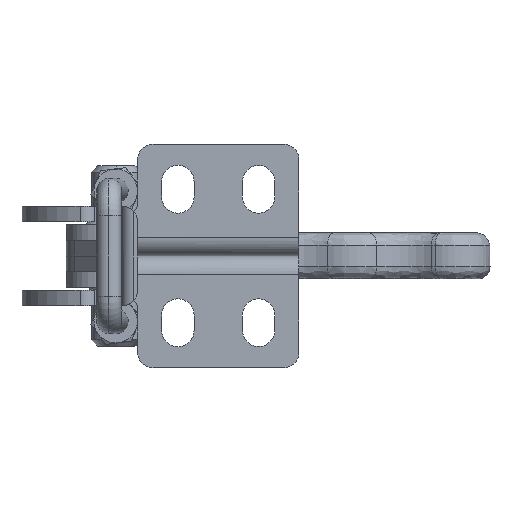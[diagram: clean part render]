
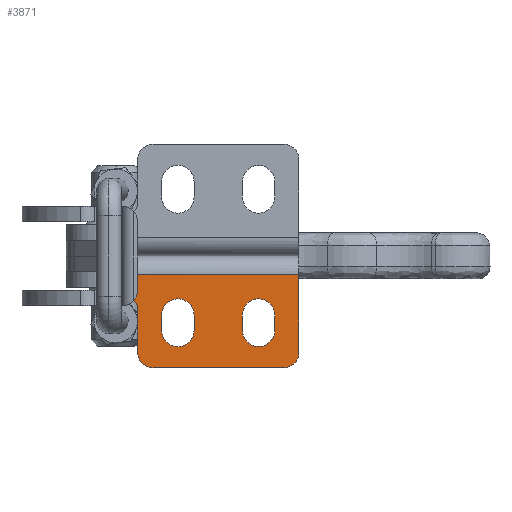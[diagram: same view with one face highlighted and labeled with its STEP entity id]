
A CAD part, front view. The second image highlights one B-rep face of the part: STEP entity #3871.
In plain terms, the highlighted planar face has unit normal (0, -1, 0).
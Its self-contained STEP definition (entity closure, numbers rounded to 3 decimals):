
#271 = DIRECTION ( 'NONE',  ( 0., 0., -1. ) ) ;
#311 = ORIENTED_EDGE ( 'NONE', *, *, #2745, .F. ) ;
#509 = EDGE_LOOP ( 'NONE', ( #10672, #1311, #10498, #7259 ) ) ;
#640 = ORIENTED_EDGE ( 'NONE', *, *, #6559, .T. ) ;
#821 = VERTEX_POINT ( 'NONE', #7834 ) ;
#937 = VERTEX_POINT ( 'NONE', #11648 ) ;
#1257 = CARTESIAN_POINT ( 'NONE',  ( 8.4, 0., -12. ) ) ;
#1311 = ORIENTED_EDGE ( 'NONE', *, *, #3578, .F. ) ;
#1544 = CARTESIAN_POINT ( 'NONE',  ( -2., 0., -9.5 ) ) ;
#1627 = DIRECTION ( 'NONE',  ( 0., 0., -1. ) ) ;
#1911 = ORIENTED_EDGE ( 'NONE', *, *, #11602, .T. ) ;
#1975 = LINE ( 'NONE', #6845, #6608 ) ;
#1977 = EDGE_CURVE ( 'NONE', #5509, #5983, #7740, .T. ) ;
#1978 = VERTEX_POINT ( 'NONE', #6357 ) ;
#2206 = CARTESIAN_POINT ( 'NONE',  ( 13.6, 0., -9.5 ) ) ;
#2551 = EDGE_CURVE ( 'NONE', #821, #5509, #12367, .T. ) ;
#2705 = LINE ( 'NONE', #5755, #5193 ) ;
#2745 = EDGE_CURVE ( 'NONE', #13218, #821, #13972, .T. ) ;
#2798 = VERTEX_POINT ( 'NONE', #4597 ) ;
#2836 = CARTESIAN_POINT ( 'NONE',  ( -8.5, 0., -15.5 ) ) ;
#2862 = CIRCLE ( 'NONE', #10579, 2.5 ) ;
#2886 = EDGE_CURVE ( 'NONE', #5983, #13218, #10297, .T. ) ;
#2895 = ORIENTED_EDGE ( 'NONE', *, *, #12041, .F. ) ;
#3003 = DIRECTION ( 'NONE',  ( 1., 0., 0. ) ) ;
#3052 = FACE_OUTER_BOUND ( 'NONE', #4786, .T. ) ;
#3061 = EDGE_CURVE ( 'NONE', #2798, #3227, #7885, .T. ) ;
#3184 = VECTOR ( 'NONE', #1627, 1000. ) ;
#3227 = VERTEX_POINT ( 'NONE', #2206 ) ;
#3429 = DIRECTION ( 'NONE',  ( 0., 0., 1. ) ) ;
#3571 = DIRECTION ( 'NONE',  ( 0., 0., 1. ) ) ;
#3578 = EDGE_CURVE ( 'NONE', #6877, #2798, #12518, .T. ) ;
#3855 = CARTESIAN_POINT ( 'NONE',  ( -6., 0., -15.5 ) ) ;
#3871 = ADVANCED_FACE ( 'NONE', ( #6561, #5932, #3052 ), #4956, .T. ) ;
#3919 = CARTESIAN_POINT ( 'NONE',  ( -8.5, 0., -8. ) ) ;
#4150 = DIRECTION ( 'NONE',  ( 0., -1., 0. ) ) ;
#4337 = CARTESIAN_POINT ( 'NONE',  ( 15., 0., -18. ) ) ;
#4521 = VECTOR ( 'NONE', #4795, 1000. ) ;
#4597 = CARTESIAN_POINT ( 'NONE',  ( 13.6, 0., -12. ) ) ;
#4786 = EDGE_LOOP ( 'NONE', ( #640, #13797, #6864, #11605, #1911, #6396, #2895 ) ) ;
#4795 = DIRECTION ( 'NONE',  ( 1., 0., 0. ) ) ;
#4850 = CARTESIAN_POINT ( 'NONE',  ( 0.6, 0., -9.5 ) ) ;
#4924 = VERTEX_POINT ( 'NONE', #5296 ) ;
#4950 = DIRECTION ( 'NONE',  ( 1., 0., 0. ) ) ;
#4956 = PLANE ( 'NONE',  #8357 ) ;
#4961 = EDGE_CURVE ( 'NONE', #1978, #6877, #11412, .T. ) ;
#5030 = CARTESIAN_POINT ( 'NONE',  ( -13.5, 0., 9.5 ) ) ;
#5074 = DIRECTION ( 'NONE',  ( 0., -1., 0. ) ) ;
#5092 = VECTOR ( 'NONE', #11211, 1000. ) ;
#5185 = DIRECTION ( 'NONE',  ( -1., 0., 0. ) ) ;
#5193 = VECTOR ( 'NONE', #3571, 1000. ) ;
#5222 = DIRECTION ( 'NONE',  ( -1., 0., 0. ) ) ;
#5271 = CARTESIAN_POINT ( 'NONE',  ( 17.5, 0., -15.5 ) ) ;
#5296 = CARTESIAN_POINT ( 'NONE',  ( -12.25, 0., -3. ) ) ;
#5448 = ORIENTED_EDGE ( 'NONE', *, *, #2886, .F. ) ;
#5449 = LINE ( 'NONE', #12694, #13816 ) ;
#5509 = VERTEX_POINT ( 'NONE', #11261 ) ;
#5591 = CARTESIAN_POINT ( 'NONE',  ( 8.4, 0., -9.5 ) ) ;
#5676 = CIRCLE ( 'NONE', #10596, 2.5 ) ;
#5755 = CARTESIAN_POINT ( 'NONE',  ( 17.5, 0., 2. ) ) ;
#5813 = DIRECTION ( 'NONE',  ( 0., -1., 0. ) ) ;
#5892 = DIRECTION ( 'NONE',  ( 0., -1., 0. ) ) ;
#5932 = FACE_BOUND ( 'NONE', #509, .T. ) ;
#5983 = VERTEX_POINT ( 'NONE', #4850 ) ;
#6092 = VERTEX_POINT ( 'NONE', #10928 ) ;
#6182 = CARTESIAN_POINT ( 'NONE',  ( -4.6, 0., -9.5 ) ) ;
#6357 = CARTESIAN_POINT ( 'NONE',  ( 8.4, 0., -9.5 ) ) ;
#6388 = EDGE_CURVE ( 'NONE', #3227, #1978, #10858, .T. ) ;
#6396 = ORIENTED_EDGE ( 'NONE', *, *, #11952, .T. ) ;
#6514 = AXIS2_PLACEMENT_3D ( 'NONE', #11297, #11756, #10737 ) ;
#6559 = EDGE_CURVE ( 'NONE', #4924, #12523, #1975, .T. ) ;
#6561 = FACE_BOUND ( 'NONE', #7713, .T. ) ;
#6608 = VECTOR ( 'NONE', #7088, 1000. ) ;
#6720 = VERTEX_POINT ( 'NONE', #4337 ) ;
#6845 = CARTESIAN_POINT ( 'NONE',  ( -8.5, 0., -8. ) ) ;
#6864 = ORIENTED_EDGE ( 'NONE', *, *, #9883, .T. ) ;
#6877 = VERTEX_POINT ( 'NONE', #1257 ) ;
#7017 = AXIS2_PLACEMENT_3D ( 'NONE', #1544, #4150, #5222 ) ;
#7088 = DIRECTION ( 'NONE',  ( 0.6, 0., -0.8 ) ) ;
#7135 = EDGE_CURVE ( 'NONE', #12523, #12488, #5449, .T. ) ;
#7259 = ORIENTED_EDGE ( 'NONE', *, *, #6388, .F. ) ;
#7467 = CARTESIAN_POINT ( 'NONE',  ( -4.6, 0., -9.5 ) ) ;
#7713 = EDGE_LOOP ( 'NONE', ( #12404, #12016, #311, #5448 ) ) ;
#7740 = LINE ( 'NONE', #13430, #13983 ) ;
#7780 = AXIS2_PLACEMENT_3D ( 'NONE', #10705, #10448, #10308 ) ;
#7834 = CARTESIAN_POINT ( 'NONE',  ( -4.6, 0., -12. ) ) ;
#7869 = CARTESIAN_POINT ( 'NONE',  ( 13.6, 0., -9.5 ) ) ;
#7885 = LINE ( 'NONE', #7869, #5092 ) ;
#8160 = VECTOR ( 'NONE', #10279, 1000. ) ;
#8357 = AXIS2_PLACEMENT_3D ( 'NONE', #5030, #5074, #5185 ) ;
#9883 = EDGE_CURVE ( 'NONE', #12488, #6092, #2862, .T. ) ;
#10207 = AXIS2_PLACEMENT_3D ( 'NONE', #12527, #5892, #3003 ) ;
#10214 = EDGE_CURVE ( 'NONE', #6092, #6720, #10235, .T. ) ;
#10235 = LINE ( 'NONE', #11233, #4521 ) ;
#10279 = DIRECTION ( 'NONE',  ( 1., 0., 0. ) ) ;
#10297 = CIRCLE ( 'NONE', #7017, 2.6 ) ;
#10308 = DIRECTION ( 'NONE',  ( -1., 0., 0. ) ) ;
#10376 = VERTEX_POINT ( 'NONE', #5271 ) ;
#10448 = DIRECTION ( 'NONE',  ( 0., -1., 0. ) ) ;
#10498 = ORIENTED_EDGE ( 'NONE', *, *, #4961, .F. ) ;
#10579 = AXIS2_PLACEMENT_3D ( 'NONE', #3855, #11382, #4950 ) ;
#10596 = AXIS2_PLACEMENT_3D ( 'NONE', #12266, #5813, #13420 ) ;
#10672 = ORIENTED_EDGE ( 'NONE', *, *, #3061, .F. ) ;
#10705 = CARTESIAN_POINT ( 'NONE',  ( 11., 0., -9.5 ) ) ;
#10737 = DIRECTION ( 'NONE',  ( 1., 0., 0. ) ) ;
#10858 = CIRCLE ( 'NONE', #7780, 2.6 ) ;
#10928 = CARTESIAN_POINT ( 'NONE',  ( -6., 0., -18. ) ) ;
#11072 = LINE ( 'NONE', #13611, #8160 ) ;
#11211 = DIRECTION ( 'NONE',  ( 0., 0., 1. ) ) ;
#11233 = CARTESIAN_POINT ( 'NONE',  ( -6., 0., -18. ) ) ;
#11261 = CARTESIAN_POINT ( 'NONE',  ( 0.6, 0., -12. ) ) ;
#11297 = CARTESIAN_POINT ( 'NONE',  ( 11., 0., -12. ) ) ;
#11382 = DIRECTION ( 'NONE',  ( 0., -1., 0. ) ) ;
#11412 = LINE ( 'NONE', #5591, #3184 ) ;
#11602 = EDGE_CURVE ( 'NONE', #6720, #10376, #5676, .T. ) ;
#11605 = ORIENTED_EDGE ( 'NONE', *, *, #10214, .T. ) ;
#11648 = CARTESIAN_POINT ( 'NONE',  ( 17.5, 0., -3. ) ) ;
#11756 = DIRECTION ( 'NONE',  ( 0., -1., 0. ) ) ;
#11952 = EDGE_CURVE ( 'NONE', #10376, #937, #2705, .T. ) ;
#12016 = ORIENTED_EDGE ( 'NONE', *, *, #2551, .F. ) ;
#12041 = EDGE_CURVE ( 'NONE', #4924, #937, #11072, .T. ) ;
#12266 = CARTESIAN_POINT ( 'NONE',  ( 15., 0., -15.5 ) ) ;
#12367 = CIRCLE ( 'NONE', #10207, 2.6 ) ;
#12404 = ORIENTED_EDGE ( 'NONE', *, *, #1977, .F. ) ;
#12488 = VERTEX_POINT ( 'NONE', #2836 ) ;
#12518 = CIRCLE ( 'NONE', #6514, 2.6 ) ;
#12523 = VERTEX_POINT ( 'NONE', #3919 ) ;
#12527 = CARTESIAN_POINT ( 'NONE',  ( -2., 0., -12. ) ) ;
#12633 = DIRECTION ( 'NONE',  ( 0., 0., -1. ) ) ;
#12694 = CARTESIAN_POINT ( 'NONE',  ( -8.5, 0., -15.5 ) ) ;
#13218 = VERTEX_POINT ( 'NONE', #6182 ) ;
#13420 = DIRECTION ( 'NONE',  ( 1., 0., 0. ) ) ;
#13430 = CARTESIAN_POINT ( 'NONE',  ( 0.6, 0., -9.5 ) ) ;
#13611 = CARTESIAN_POINT ( 'NONE',  ( -13.5, 0., -3. ) ) ;
#13627 = VECTOR ( 'NONE', #271, 1000. ) ;
#13797 = ORIENTED_EDGE ( 'NONE', *, *, #7135, .T. ) ;
#13816 = VECTOR ( 'NONE', #12633, 1000. ) ;
#13972 = LINE ( 'NONE', #7467, #13627 ) ;
#13983 = VECTOR ( 'NONE', #3429, 1000. ) ;
